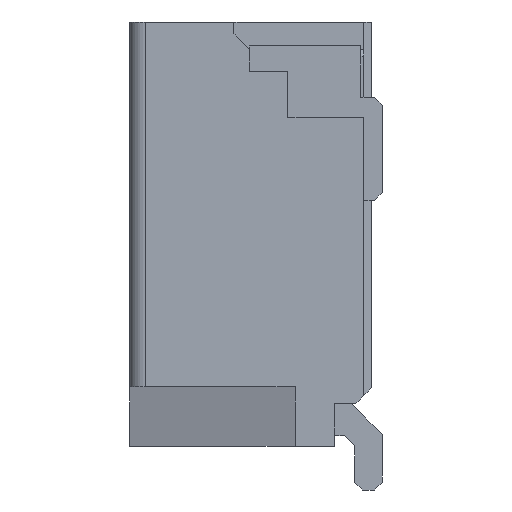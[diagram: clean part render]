
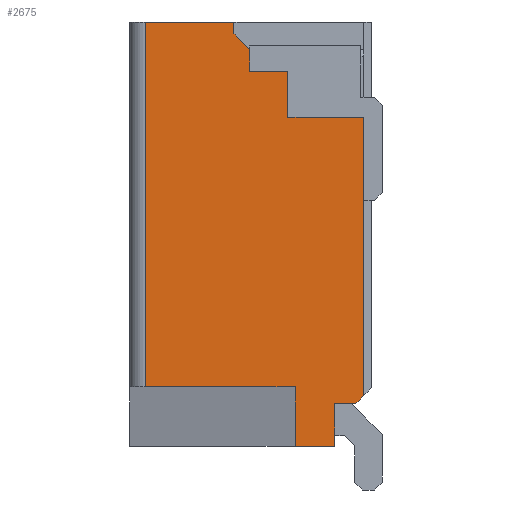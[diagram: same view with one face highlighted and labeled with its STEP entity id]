
A CAD part, left-side view. The second image highlights one B-rep face of the part: STEP entity #2675.
In plain terms, the highlighted planar face has unit normal (-1, 0, 0).
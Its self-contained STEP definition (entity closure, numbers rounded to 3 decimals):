
#29=DIRECTION('',(0.,1.,0.));
#30=VECTOR('',#29,0.5);
#31=CARTESIAN_POINT('',(-2.,-1.06,-2.675));
#32=LINE('',#31,#30);
#436=DIRECTION('',(0.,1.,0.));
#437=VECTOR('',#436,1.115);
#438=CARTESIAN_POINT('',(-2.,0.21,2.675));
#439=LINE('',#438,#437);
#653=DIRECTION('',(0.,0.,-1.));
#654=VECTOR('',#653,4.6);
#655=CARTESIAN_POINT('',(-2.,1.325,2.675));
#656=LINE('',#655,#654);
#657=DIRECTION('',(0.,0.,-1.));
#658=VECTOR('',#657,0.15);
#659=CARTESIAN_POINT('',(-2.,0.21,2.675));
#660=LINE('',#659,#658);
#661=DIRECTION('',(0.,0.707,0.707));
#662=VECTOR('',#661,0.283);
#663=CARTESIAN_POINT('',(-2.,0.01,2.325));
#664=LINE('',#663,#662);
#665=DIRECTION('',(0.,0.,1.));
#666=VECTOR('',#665,0.27);
#667=CARTESIAN_POINT('',(-2.,0.01,2.055));
#668=LINE('',#667,#666);
#669=DIRECTION('',(0.,1.,0.));
#670=VECTOR('',#669,0.48);
#671=CARTESIAN_POINT('',(-2.,-0.47,2.055));
#672=LINE('',#671,#670);
#673=DIRECTION('',(0.,0.,1.));
#674=VECTOR('',#673,0.58);
#675=CARTESIAN_POINT('',(-2.,-0.47,1.475));
#676=LINE('',#675,#674);
#677=DIRECTION('',(0.,1.,0.));
#678=VECTOR('',#677,0.955);
#679=CARTESIAN_POINT('',(-2.,-1.425,1.475));
#680=LINE('',#679,#678);
#681=DIRECTION('',(0.,0.,-1.));
#682=VECTOR('',#681,3.51);
#683=CARTESIAN_POINT('',(-2.,-1.425,1.475));
#684=LINE('',#683,#682);
#685=DIRECTION('',(0.,-0.707,0.707));
#686=VECTOR('',#685,0.141);
#687=CARTESIAN_POINT('',(-2.,-1.325,-2.135));
#688=LINE('',#687,#686);
#689=DIRECTION('',(0.,1.,0.));
#690=VECTOR('',#689,0.265);
#691=CARTESIAN_POINT('',(-2.,-1.325,-2.135));
#692=LINE('',#691,#690);
#693=DIRECTION('',(0.,0.,1.));
#694=VECTOR('',#693,0.54);
#695=CARTESIAN_POINT('',(-2.,-1.06,-2.675));
#696=LINE('',#695,#694);
#697=DIRECTION('',(0.,0.,1.));
#698=VECTOR('',#697,0.75);
#699=CARTESIAN_POINT('',(-2.,-0.56,-2.675));
#700=LINE('',#699,#698);
#701=DIRECTION('',(0.,-1.,0.));
#702=VECTOR('',#701,1.885);
#703=CARTESIAN_POINT('',(-2.,1.325,-1.925));
#704=LINE('',#703,#702);
#1401=CARTESIAN_POINT('',(-2.,-0.56,-2.675));
#1403=VERTEX_POINT('',#1401);
#1409=CARTESIAN_POINT('',(-2.,-0.56,-1.925));
#1410=VERTEX_POINT('',#1409);
#1417=CARTESIAN_POINT('',(-2.,-1.06,-2.675));
#1419=VERTEX_POINT('',#1417);
#1421=CARTESIAN_POINT('',(-2.,-1.06,-2.135));
#1422=VERTEX_POINT('',#1421);
#1441=CARTESIAN_POINT('',(-2.,-1.325,-2.135));
#1442=VERTEX_POINT('',#1441);
#1443=CARTESIAN_POINT('',(-2.,-1.425,-2.035));
#1444=VERTEX_POINT('',#1443);
#1623=CARTESIAN_POINT('',(-2.,-1.425,1.475));
#1624=CARTESIAN_POINT('',(-2.,-0.47,1.475));
#1625=VERTEX_POINT('',#1623);
#1626=VERTEX_POINT('',#1624);
#1627=CARTESIAN_POINT('',(-2.,-0.47,2.055));
#1628=VERTEX_POINT('',#1627);
#1629=CARTESIAN_POINT('',(-2.,0.01,2.055));
#1630=VERTEX_POINT('',#1629);
#1631=CARTESIAN_POINT('',(-2.,0.01,2.325));
#1632=VERTEX_POINT('',#1631);
#1633=CARTESIAN_POINT('',(-2.,0.21,2.525));
#1634=VERTEX_POINT('',#1633);
#1635=CARTESIAN_POINT('',(-2.,0.21,2.675));
#1636=VERTEX_POINT('',#1635);
#1813=CARTESIAN_POINT('',(-2.,1.325,-1.925));
#1815=VERTEX_POINT('',#1813);
#1819=CARTESIAN_POINT('',(-2.,1.325,2.675));
#1820=VERTEX_POINT('',#1819);
#2645=CARTESIAN_POINT('',(-2.,1.525,-2.675));
#2646=DIRECTION('',(-1.,0.,0.));
#2647=DIRECTION('',(0.,-1.,0.));
#2648=AXIS2_PLACEMENT_3D('',#2645,#2646,#2647);
#2649=PLANE('',#2648);
#2650=ORIENTED_EDGE('',*,*,#2317,.F.);
#2651=ORIENTED_EDGE('',*,*,#2348,.F.);
#2653=ORIENTED_EDGE('',*,*,#2652,.T.);
#2655=ORIENTED_EDGE('',*,*,#2654,.F.);
#2657=ORIENTED_EDGE('',*,*,#2656,.F.);
#2659=ORIENTED_EDGE('',*,*,#2658,.F.);
#2661=ORIENTED_EDGE('',*,*,#2660,.F.);
#2663=ORIENTED_EDGE('',*,*,#2662,.F.);
#2665=ORIENTED_EDGE('',*,*,#2664,.T.);
#2667=ORIENTED_EDGE('',*,*,#2666,.F.);
#2668=ORIENTED_EDGE('',*,*,#2625,.T.);
#2669=ORIENTED_EDGE('',*,*,#1893,.F.);
#2670=ORIENTED_EDGE('',*,*,#1864,.T.);
#2671=ORIENTED_EDGE('',*,*,#2262,.T.);
#2672=ORIENTED_EDGE('',*,*,#2300,.F.);
#2673=EDGE_LOOP('',(#2650,#2651,#2653,#2655,#2657,#2659,#2661,#2663,#2665,#2667,
#2668,#2669,#2670,#2671,#2672));
#2674=FACE_OUTER_BOUND('',#2673,.F.);
#2675=ADVANCED_FACE('',(#2674),#2649,.T.);
#1864=EDGE_CURVE('',#1419,#1403,#32,.T.);
#1893=EDGE_CURVE('',#1419,#1422,#696,.T.);
#2262=EDGE_CURVE('',#1403,#1410,#700,.T.);
#2300=EDGE_CURVE('',#1815,#1410,#704,.T.);
#2317=EDGE_CURVE('',#1820,#1815,#656,.T.);
#2348=EDGE_CURVE('',#1636,#1820,#439,.T.);
#2625=EDGE_CURVE('',#1442,#1422,#692,.T.);
#2652=EDGE_CURVE('',#1636,#1634,#660,.T.);
#2654=EDGE_CURVE('',#1632,#1634,#664,.T.);
#2656=EDGE_CURVE('',#1630,#1632,#668,.T.);
#2658=EDGE_CURVE('',#1628,#1630,#672,.T.);
#2660=EDGE_CURVE('',#1626,#1628,#676,.T.);
#2662=EDGE_CURVE('',#1625,#1626,#680,.T.);
#2664=EDGE_CURVE('',#1625,#1444,#684,.T.);
#2666=EDGE_CURVE('',#1442,#1444,#688,.T.);
